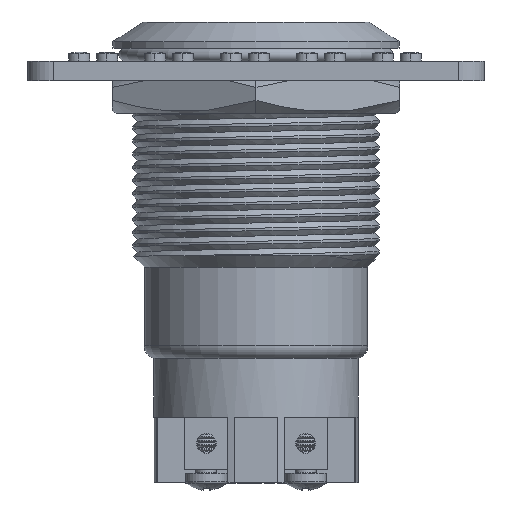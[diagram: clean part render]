
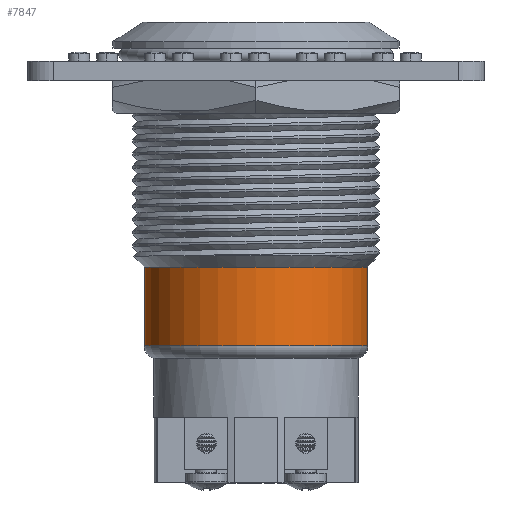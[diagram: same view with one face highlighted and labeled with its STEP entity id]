
A CAD part, front view. The second image highlights one B-rep face of the part: STEP entity #7847.
In plain terms, the highlighted cylindrical face has radius 8.55 mm (diameter 17.1 mm), a partial arc.
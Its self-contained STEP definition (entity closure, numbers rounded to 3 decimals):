
#39 = VERTEX_POINT ( 'NONE', #19264 ) ;
#2247 = DIRECTION ( 'NONE',  ( 0., 0., 1. ) ) ;
#2519 = CYLINDRICAL_SURFACE ( 'NONE', #21451, 8.55 ) ;
#3626 = DIRECTION ( 'NONE',  ( 0., 0., -1. ) ) ;
#3743 = AXIS2_PLACEMENT_3D ( 'NONE', #12497, #3626, #19697 ) ;
#4436 = VECTOR ( 'NONE', #32052, 1000. ) ;
#5025 = FACE_OUTER_BOUND ( 'NONE', #33557, .T. ) ;
#5211 = LINE ( 'NONE', #28886, #4436 ) ;
#5648 = CIRCLE ( 'NONE', #25351, 8.55 ) ;
#6052 = CIRCLE ( 'NONE', #3743, 8.55 ) ;
#7005 = EDGE_CURVE ( 'NONE', #39, #17869, #5648, .T. ) ;
#7746 = VERTEX_POINT ( 'NONE', #31165 ) ;
#7847 = ADVANCED_FACE ( 'NONE', ( #5025 ), #2519, .T. ) ;
#10005 = DIRECTION ( 'NONE',  ( 1., 0., 0. ) ) ;
#11789 = DIRECTION ( 'NONE',  ( 0., 0., 1. ) ) ;
#12158 = VERTEX_POINT ( 'NONE', #19393 ) ;
#12497 = CARTESIAN_POINT ( 'NONE',  ( 0., 0., 0. ) ) ;
#12709 = CARTESIAN_POINT ( 'NONE',  ( 8.55, 0., -6.039 ) ) ;
#12915 = CARTESIAN_POINT ( 'NONE',  ( 8.55, 0., -7. ) ) ;
#13357 = CARTESIAN_POINT ( 'NONE',  ( 0., 0., -7. ) ) ;
#13789 = ORIENTED_EDGE ( 'NONE', *, *, #7005, .T. ) ;
#14597 = EDGE_CURVE ( 'NONE', #17869, #7746, #28759, .T. ) ;
#14732 = ORIENTED_EDGE ( 'NONE', *, *, #14597, .T. ) ;
#17869 = VERTEX_POINT ( 'NONE', #12709 ) ;
#18106 = EDGE_CURVE ( 'NONE', #7746, #12158, #6052, .T. ) ;
#19264 = CARTESIAN_POINT ( 'NONE',  ( -8.55, 0., -6.039 ) ) ;
#19393 = CARTESIAN_POINT ( 'NONE',  ( -8.55, 0., 0. ) ) ;
#19697 = DIRECTION ( 'NONE',  ( 1., 0., 0. ) ) ;
#20382 = DIRECTION ( 'NONE',  ( -1., 0., 0. ) ) ;
#21451 = AXIS2_PLACEMENT_3D ( 'NONE', #13357, #34560, #10005 ) ;
#22309 = VECTOR ( 'NONE', #2247, 1000. ) ;
#22512 = CARTESIAN_POINT ( 'NONE',  ( 0., 0., -6.039 ) ) ;
#25351 = AXIS2_PLACEMENT_3D ( 'NONE', #22512, #11789, #20382 ) ;
#28759 = LINE ( 'NONE', #12915, #22309 ) ;
#28886 = CARTESIAN_POINT ( 'NONE',  ( -8.55, 0., -7. ) ) ;
#29940 = EDGE_CURVE ( 'NONE', #39, #12158, #5211, .T. ) ;
#31165 = CARTESIAN_POINT ( 'NONE',  ( 8.55, 0., 0. ) ) ;
#32052 = DIRECTION ( 'NONE',  ( 0., 0., 1. ) ) ;
#32568 = ORIENTED_EDGE ( 'NONE', *, *, #18106, .T. ) ;
#32870 = ORIENTED_EDGE ( 'NONE', *, *, #29940, .F. ) ;
#33557 = EDGE_LOOP ( 'NONE', ( #32870, #13789, #14732, #32568 ) ) ;
#34560 = DIRECTION ( 'NONE',  ( 0., 0., 1. ) ) ;
